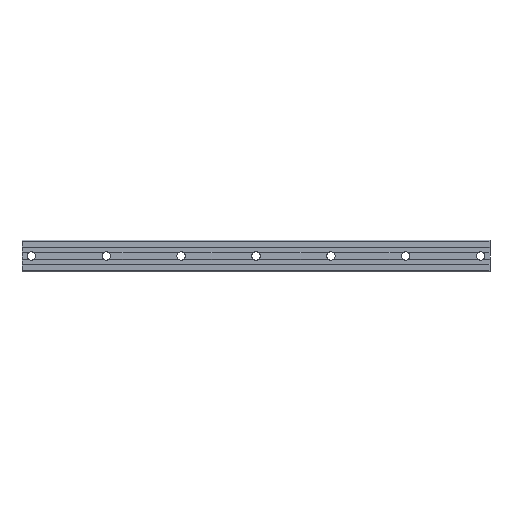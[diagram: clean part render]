
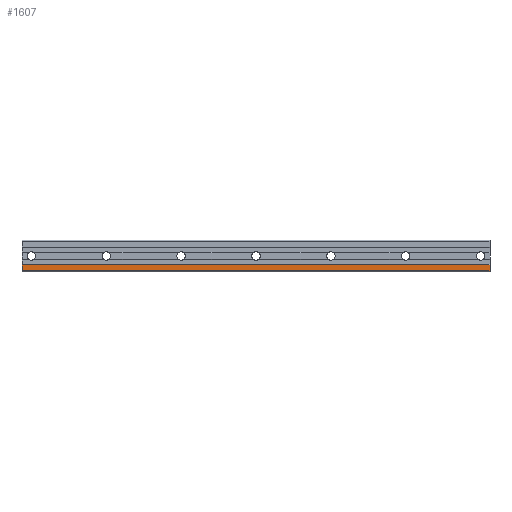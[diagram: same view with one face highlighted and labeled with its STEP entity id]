
A CAD part, front view. The second image highlights one B-rep face of the part: STEP entity #1607.
In plain terms, the highlighted planar face has unit normal (0, -1, 0).
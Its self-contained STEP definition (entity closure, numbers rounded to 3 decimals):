
#190 = VERTEX_POINT ( 'NONE', #354 ) ;
#354 = CARTESIAN_POINT ( 'NONE',  ( -10., 0., -15.5 ) ) ;
#370 = LINE ( 'NONE', #960, #1853 ) ;
#408 = EDGE_CURVE ( 'NONE', #190, #3221, #763, .T. ) ;
#542 = DIRECTION ( 'NONE',  ( 0., 0., -1. ) ) ;
#581 = ORIENTED_EDGE ( 'NONE', *, *, #408, .T. ) ;
#624 = CARTESIAN_POINT ( 'NONE',  ( 490., 0., -9.5 ) ) ;
#657 = FACE_OUTER_BOUND ( 'NONE', #3546, .T. ) ;
#731 = VERTEX_POINT ( 'NONE', #1243 ) ;
#763 = LINE ( 'NONE', #3639, #3130 ) ;
#960 = CARTESIAN_POINT ( 'NONE',  ( 490., 0., -9.5 ) ) ;
#1003 = DIRECTION ( 'NONE',  ( 1., 0., 0. ) ) ;
#1243 = CARTESIAN_POINT ( 'NONE',  ( 490., 0., -9.5 ) ) ;
#1355 = EDGE_CURVE ( 'NONE', #1375, #190, #1882, .T. ) ;
#1375 = VERTEX_POINT ( 'NONE', #1647 ) ;
#1607 = ADVANCED_FACE ( 'NONE', ( #657 ), #1938, .F. ) ;
#1647 = CARTESIAN_POINT ( 'NONE',  ( -10., 0., -9.5 ) ) ;
#1770 = VECTOR ( 'NONE', #4190, 1000. ) ;
#1853 = VECTOR ( 'NONE', #3571, 1000. ) ;
#1882 = LINE ( 'NONE', #3271, #1770 ) ;
#1938 = PLANE ( 'NONE',  #3603 ) ;
#2329 = CARTESIAN_POINT ( 'NONE',  ( 490., 0., -15.5 ) ) ;
#2623 = EDGE_CURVE ( 'NONE', #731, #3221, #3766, .T. ) ;
#3130 = VECTOR ( 'NONE', #1003, 1000. ) ;
#3205 = DIRECTION ( 'NONE',  ( 0., 1., 0. ) ) ;
#3221 = VERTEX_POINT ( 'NONE', #2329 ) ;
#3271 = CARTESIAN_POINT ( 'NONE',  ( -10., 0., 16.739 ) ) ;
#3273 = ORIENTED_EDGE ( 'NONE', *, *, #4171, .F. ) ;
#3438 = CARTESIAN_POINT ( 'NONE',  ( 490., 0., 16.739 ) ) ;
#3441 = VECTOR ( 'NONE', #542, 1000. ) ;
#3546 = EDGE_LOOP ( 'NONE', ( #581, #3907, #3273, #3582 ) ) ;
#3571 = DIRECTION ( 'NONE',  ( 1., 0., 0. ) ) ;
#3582 = ORIENTED_EDGE ( 'NONE', *, *, #1355, .T. ) ;
#3603 = AXIS2_PLACEMENT_3D ( 'NONE', #624, #3205, #3862 ) ;
#3639 = CARTESIAN_POINT ( 'NONE',  ( 490., 0., -15.5 ) ) ;
#3766 = LINE ( 'NONE', #3438, #3441 ) ;
#3862 = DIRECTION ( 'NONE',  ( 0., 0., 1. ) ) ;
#3907 = ORIENTED_EDGE ( 'NONE', *, *, #2623, .F. ) ;
#4171 = EDGE_CURVE ( 'NONE', #1375, #731, #370, .T. ) ;
#4190 = DIRECTION ( 'NONE',  ( 0., 0., -1. ) ) ;
